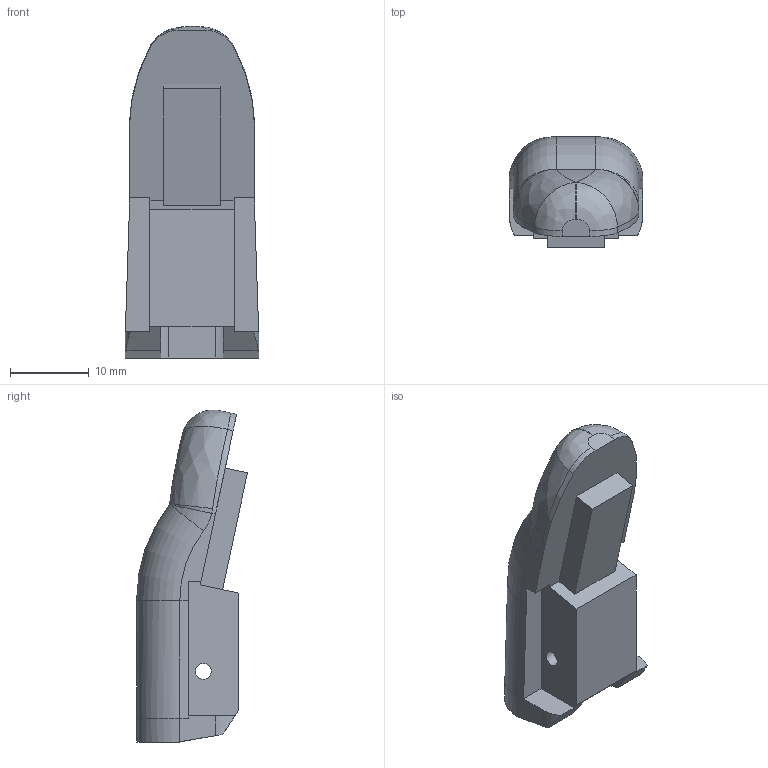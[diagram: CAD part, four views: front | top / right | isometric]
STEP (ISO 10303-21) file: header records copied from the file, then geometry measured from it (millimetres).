
FILE_DESCRIPTION(/* description */ (''),/* implementation_level */ '2;1');
FILE_NAME(/* name */ 'Back.step',/* time_stamp */ '2019-01-12T21:26:48+01:00',/* author */ (''),/* organization */ (''),/* preprocessor_version */ 'ST-DEVELOPER v17.2',/* originating_system */ 'Autodesk Translation Framework v7.6.0.251',/* authorisation */ '');
FILE_SCHEMA (('AUTOMOTIVE_DESIGN { 1 0 10303 214 3 1 1 }'));
Length unit declared in the file: millimetre
Products named in the file (1): FusionComponent
Bounding box: 17 x 14.12 x 42.26 mm (x, y, z)
Volume: 4528.8 mm3; surface area: 2874.1 mm2
Topology: 1 solids, 1 shells, 64 faces, 171 edges, 106 vertices
Faces by surface type: plane 37, cylinder 17, bspline 8, torus 2
Full cylindrical faces by diameter (mm): 2 x2
Entity records: 2264 total; most frequent: CARTESIAN_POINT 661, ORIENTED_EDGE 336, DIRECTION 308, EDGE_CURVE 168, LINE 114, VECTOR 114, VERTEX_POINT 106, AXIS2_PLACEMENT_3D 97
